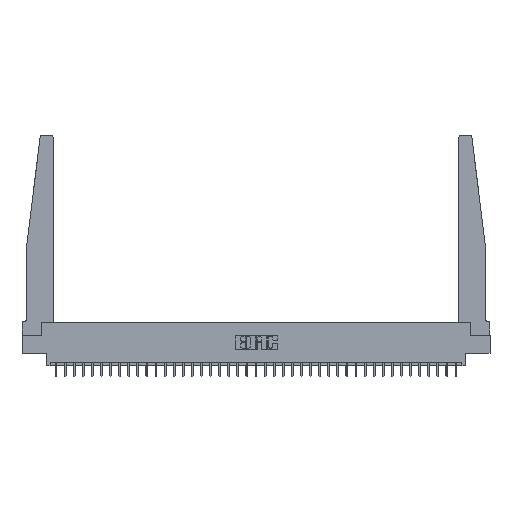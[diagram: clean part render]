
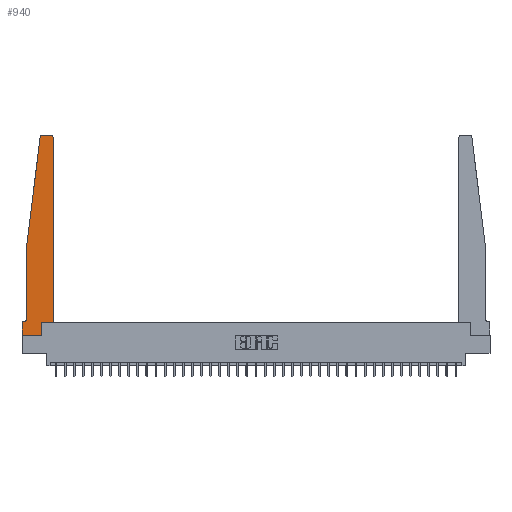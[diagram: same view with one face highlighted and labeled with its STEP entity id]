
A CAD part, top view. The second image highlights one B-rep face of the part: STEP entity #940.
In plain terms, the highlighted planar face has unit normal (0, 0, 1).
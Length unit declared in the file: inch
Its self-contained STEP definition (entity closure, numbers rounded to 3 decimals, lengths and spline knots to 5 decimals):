
#220 = CARTESIAN_POINT ( 'NONE',  ( 0.425, 0.18, 0.37 ) ) ;
#487 = VERTEX_POINT ( 'NONE', #5226 ) ;
#522 = VECTOR ( 'NONE', #3734, 39.37008 ) ;
#893 = VERTEX_POINT ( 'NONE', #32917 ) ;
#940 = ADVANCED_FACE ( 'NONE', ( #24154 ), #33026, .T. ) ;
#1090 = CARTESIAN_POINT ( 'NONE',  ( 0.395, 2.75, 0.37 ) ) ;
#1770 = EDGE_CURVE ( 'NONE', #487, #26512, #27715, .T. ) ;
#1918 = VECTOR ( 'NONE', #23206, 39.37008 ) ;
#2160 = CARTESIAN_POINT ( 'NONE',  ( 0.2605, 0.18, 0.37 ) ) ;
#2626 = LINE ( 'NONE', #220, #3446 ) ;
#3446 = VECTOR ( 'NONE', #18775, 39.37008 ) ;
#3483 = DIRECTION ( 'NONE',  ( -1., 0., 0. ) ) ;
#3587 = CIRCLE ( 'NONE', #8044, 0.05 ) ;
#3610 = EDGE_CURVE ( 'NONE', #17114, #487, #17819, .T. ) ;
#3734 = DIRECTION ( 'NONE',  ( 0., -1., 0. ) ) ;
#3752 = VECTOR ( 'NONE', #3483, 39.37008 ) ;
#4277 = VERTEX_POINT ( 'NONE', #21939 ) ;
#4774 = CARTESIAN_POINT ( 'NONE',  ( 0., 0., 0.37 ) ) ;
#5226 = CARTESIAN_POINT ( 'NONE',  ( 0., 0.1875, 0.37 ) ) ;
#5244 = CARTESIAN_POINT ( 'NONE',  ( 0.065, 1.25, 0.37 ) ) ;
#5331 = CARTESIAN_POINT ( 'NONE',  ( 0.24675, 2.72367, 0.37 ) ) ;
#5482 = CARTESIAN_POINT ( 'NONE',  ( 0.27653, 2.75, 0.37 ) ) ;
#6170 = EDGE_CURVE ( 'NONE', #26512, #26454, #22166, .T. ) ;
#6533 = EDGE_CURVE ( 'NONE', #22302, #24206, #20108, .T. ) ;
#7079 = DIRECTION ( 'NONE',  ( 1., 0., 0. ) ) ;
#7329 = LINE ( 'NONE', #2160, #20507 ) ;
#7814 = CARTESIAN_POINT ( 'NONE',  ( 0.395, 2.72, 0.37 ) ) ;
#7976 = VECTOR ( 'NONE', #19006, 39.37008 ) ;
#8044 = AXIS2_PLACEMENT_3D ( 'NONE', #12564, #30811, #15212 ) ;
#8058 = CARTESIAN_POINT ( 'NONE',  ( 0.425, 0.18, 0.37 ) ) ;
#8073 = EDGE_CURVE ( 'NONE', #11268, #4277, #2626, .T. ) ;
#8508 = LINE ( 'NONE', #16601, #21690 ) ;
#8761 = LINE ( 'NONE', #8058, #14890 ) ;
#9421 = CARTESIAN_POINT ( 'NONE',  ( 0., 0., 0.37 ) ) ;
#9565 = VECTOR ( 'NONE', #15726, 39.37008 ) ;
#10410 = DIRECTION ( 'NONE',  ( 1., 0., 0. ) ) ;
#11268 = VERTEX_POINT ( 'NONE', #22890 ) ;
#11321 = DIRECTION ( 'NONE',  ( 0., 0., 1. ) ) ;
#11973 = CIRCLE ( 'NONE', #25234, 0.03 ) ;
#12061 = AXIS2_PLACEMENT_3D ( 'NONE', #20212, #22815, #7079 ) ;
#12564 = CARTESIAN_POINT ( 'NONE',  ( 0.015, 0.2375, 0.37 ) ) ;
#13281 = DIRECTION ( 'NONE',  ( 1., 0., 0. ) ) ;
#13775 = CARTESIAN_POINT ( 'NONE',  ( 0.065, 1.25, 0.37 ) ) ;
#13795 = ORIENTED_EDGE ( 'NONE', *, *, #29876, .T. ) ;
#14191 = ORIENTED_EDGE ( 'NONE', *, *, #6533, .T. ) ;
#14355 = ORIENTED_EDGE ( 'NONE', *, *, #30303, .T. ) ;
#14627 = ORIENTED_EDGE ( 'NONE', *, *, #31141, .T. ) ;
#14798 = ORIENTED_EDGE ( 'NONE', *, *, #3610, .T. ) ;
#14890 = VECTOR ( 'NONE', #13281, 39.37008 ) ;
#15010 = ORIENTED_EDGE ( 'NONE', *, *, #18902, .T. ) ;
#15212 = DIRECTION ( 'NONE',  ( -1., 0., 0. ) ) ;
#15273 = ORIENTED_EDGE ( 'NONE', *, *, #1770, .T. ) ;
#15371 = ORIENTED_EDGE ( 'NONE', *, *, #6170, .T. ) ;
#15445 = ORIENTED_EDGE ( 'NONE', *, *, #19523, .T. ) ;
#15640 = ORIENTED_EDGE ( 'NONE', *, *, #30350, .T. ) ;
#15726 = DIRECTION ( 'NONE',  ( -0.122, -0.992, 0. ) ) ;
#15835 = ORIENTED_EDGE ( 'NONE', *, *, #24145, .T. ) ;
#15864 = CARTESIAN_POINT ( 'NONE',  ( 0., 0., 0.37 ) ) ;
#16220 = EDGE_LOOP ( 'NONE', ( #13795, #14191, #14355, #14627, #15010, #14798, #15273, #15371, #15445, #15640, #16849, #15835 ) ) ;
#16332 = CARTESIAN_POINT ( 'NONE',  ( 0.25, 2.75, 0.37 ) ) ;
#16388 = VERTEX_POINT ( 'NONE', #1090 ) ;
#16601 = CARTESIAN_POINT ( 'NONE',  ( 0.065, 1.25, 0.37 ) ) ;
#16658 = CARTESIAN_POINT ( 'NONE',  ( 0.065, 0.1875, 0.37 ) ) ;
#16849 = ORIENTED_EDGE ( 'NONE', *, *, #8073, .T. ) ;
#17114 = VERTEX_POINT ( 'NONE', #23843 ) ;
#17694 = VERTEX_POINT ( 'NONE', #20988 ) ;
#17819 = LINE ( 'NONE', #16658, #3752 ) ;
#17995 = DIRECTION ( 'NONE',  ( 0., 1., 0. ) ) ;
#18775 = DIRECTION ( 'NONE',  ( 0., 1., 0. ) ) ;
#18902 = EDGE_CURVE ( 'NONE', #893, #17114, #3587, .T. ) ;
#19006 = DIRECTION ( 'NONE',  ( -1., 0., 0. ) ) ;
#19281 = DIRECTION ( 'NONE',  ( 0., -1., 0. ) ) ;
#19523 = EDGE_CURVE ( 'NONE', #26454, #17694, #7329, .T. ) ;
#20108 = CIRCLE ( 'NONE', #23426, 0.03 ) ;
#20212 = CARTESIAN_POINT ( 'NONE',  ( 0., 0.1875, 0.37 ) ) ;
#20507 = VECTOR ( 'NONE', #17995, 39.37008 ) ;
#20988 = CARTESIAN_POINT ( 'NONE',  ( 0.2605, 0.18, 0.37 ) ) ;
#21690 = VECTOR ( 'NONE', #19281, 39.37008 ) ;
#21939 = CARTESIAN_POINT ( 'NONE',  ( 0.425, 2.72, 0.37 ) ) ;
#22166 = LINE ( 'NONE', #4774, #1918 ) ;
#22302 = VERTEX_POINT ( 'NONE', #5482 ) ;
#22815 = DIRECTION ( 'NONE',  ( 0., 0., 1. ) ) ;
#22890 = CARTESIAN_POINT ( 'NONE',  ( 0.425, 0.18, 0.37 ) ) ;
#23123 = VERTEX_POINT ( 'NONE', #13775 ) ;
#23206 = DIRECTION ( 'NONE',  ( 1., 0., 0. ) ) ;
#23426 = AXIS2_PLACEMENT_3D ( 'NONE', #27031, #11321, #29613 ) ;
#23843 = CARTESIAN_POINT ( 'NONE',  ( 0.015, 0.1875, 0.37 ) ) ;
#24145 = EDGE_CURVE ( 'NONE', #4277, #16388, #11973, .T. ) ;
#24154 = FACE_OUTER_BOUND ( 'NONE', #16220, .T. ) ;
#24206 = VERTEX_POINT ( 'NONE', #5331 ) ;
#24364 = LINE ( 'NONE', #5244, #9565 ) ;
#25234 = AXIS2_PLACEMENT_3D ( 'NONE', #7814, #26103, #10410 ) ;
#26103 = DIRECTION ( 'NONE',  ( 0., 0., 1. ) ) ;
#26454 = VERTEX_POINT ( 'NONE', #30081 ) ;
#26512 = VERTEX_POINT ( 'NONE', #9421 ) ;
#27031 = CARTESIAN_POINT ( 'NONE',  ( 0.27653, 2.72, 0.37 ) ) ;
#27715 = LINE ( 'NONE', #15864, #522 ) ;
#28838 = LINE ( 'NONE', #16332, #7976 ) ;
#29613 = DIRECTION ( 'NONE',  ( 1., 0., 0. ) ) ;
#29876 = EDGE_CURVE ( 'NONE', #16388, #22302, #28838, .T. ) ;
#30081 = CARTESIAN_POINT ( 'NONE',  ( 0.2605, 0., 0.37 ) ) ;
#30303 = EDGE_CURVE ( 'NONE', #24206, #23123, #24364, .T. ) ;
#30350 = EDGE_CURVE ( 'NONE', #17694, #11268, #8761, .T. ) ;
#30811 = DIRECTION ( 'NONE',  ( 0., 0., -1. ) ) ;
#31141 = EDGE_CURVE ( 'NONE', #23123, #893, #8508, .T. ) ;
#32917 = CARTESIAN_POINT ( 'NONE',  ( 0.065, 0.2375, 0.37 ) ) ;
#33026 = PLANE ( 'NONE',  #12061 ) ;
